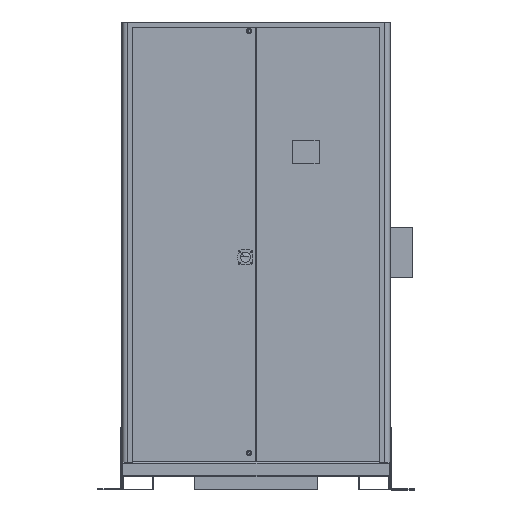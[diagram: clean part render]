
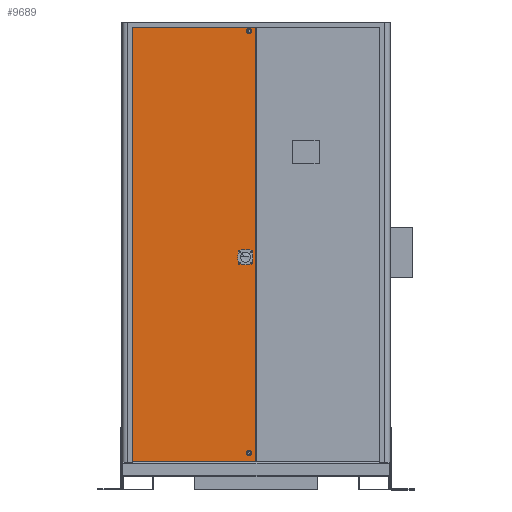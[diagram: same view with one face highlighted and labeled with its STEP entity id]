
A CAD part, top view. The second image highlights one B-rep face of the part: STEP entity #9689.
In plain terms, the highlighted planar face has unit normal (0, 0, 1).
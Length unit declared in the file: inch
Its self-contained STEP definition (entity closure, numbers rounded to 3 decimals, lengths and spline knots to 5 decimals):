
#145 = AXIS2_PLACEMENT_3D ( 'NONE', #10623, #3606, #9874 ) ;
#226 = VERTEX_POINT ( 'NONE', #6390 ) ;
#228 = EDGE_LOOP ( 'NONE', ( #3677, #1115, #8104, #1626 ) ) ;
#270 = ORIENTED_EDGE ( 'NONE', *, *, #10789, .F. ) ;
#356 = EDGE_LOOP ( 'NONE', ( #5818, #6111 ) ) ;
#509 = VERTEX_POINT ( 'NONE', #4066 ) ;
#546 = CARTESIAN_POINT ( 'NONE',  ( -2.33125, 29.0125, 9. ) ) ;
#663 = CARTESIAN_POINT ( 'NONE',  ( -1.03125, 1.375, 9. ) ) ;
#673 = DIRECTION ( 'NONE',  ( 1., 0., 0. ) ) ;
#716 = CIRCLE ( 'NONE', #7118, 0.069 ) ;
#784 = VERTEX_POINT ( 'NONE', #3440 ) ;
#867 = EDGE_LOOP ( 'NONE', ( #3318, #2439 ) ) ;
#1115 = ORIENTED_EDGE ( 'NONE', *, *, #3812, .T. ) ;
#1171 = DIRECTION ( 'NONE',  ( 1., 0., 0. ) ) ;
#1228 = AXIS2_PLACEMENT_3D ( 'NONE', #6697, #9303, #1171 ) ;
#1371 = CARTESIAN_POINT ( 'NONE',  ( -0.03125, 63.1875, 9. ) ) ;
#1426 = CARTESIAN_POINT ( 'NONE',  ( -17.9375, 0.0625, 9. ) ) ;
#1562 = VECTOR ( 'NONE', #3172, 39.37008 ) ;
#1626 = ORIENTED_EDGE ( 'NONE', *, *, #9859, .T. ) ;
#1957 = EDGE_LOOP ( 'NONE', ( #7491, #8061 ) ) ;
#2045 = CARTESIAN_POINT ( 'NONE',  ( -17.9375, 63.1875, 9. ) ) ;
#2094 = CIRCLE ( 'NONE', #1228, 0.875 ) ;
#2221 = CIRCLE ( 'NONE', #145, 0.3125 ) ;
#2335 = CARTESIAN_POINT ( 'NONE',  ( -1.34375, 62.6875, 9. ) ) ;
#2362 = CIRCLE ( 'NONE', #5723, 0.3125 ) ;
#2401 = AXIS2_PLACEMENT_3D ( 'NONE', #6053, #7835, #673 ) ;
#2439 = ORIENTED_EDGE ( 'NONE', *, *, #5817, .F. ) ;
#2531 = CARTESIAN_POINT ( 'NONE',  ( -2.33125, 29.0125, 9. ) ) ;
#2643 = AXIS2_PLACEMENT_3D ( 'NONE', #10687, #10728, #5379 ) ;
#2719 = CARTESIAN_POINT ( 'NONE',  ( -0.03125, 63.1875, 9. ) ) ;
#2795 = PLANE ( 'NONE',  #2643 ) ;
#2911 = AXIS2_PLACEMENT_3D ( 'NONE', #6516, #8368, #10891 ) ;
#3093 = FACE_BOUND ( 'NONE', #356, .T. ) ;
#3172 = DIRECTION ( 'NONE',  ( 1., 0., 0. ) ) ;
#3177 = VERTEX_POINT ( 'NONE', #2335 ) ;
#3218 = CARTESIAN_POINT ( 'NONE',  ( -2.40625, 29.8125, 9. ) ) ;
#3318 = ORIENTED_EDGE ( 'NONE', *, *, #10760, .F. ) ;
#3440 = CARTESIAN_POINT ( 'NONE',  ( -0.71875, 62.6875, 9. ) ) ;
#3458 = DIRECTION ( 'NONE',  ( 0., 0., 1. ) ) ;
#3601 = CIRCLE ( 'NONE', #9835, 0.3125 ) ;
#3606 = DIRECTION ( 'NONE',  ( 0., 0., 1. ) ) ;
#3647 = DIRECTION ( 'NONE',  ( 1., 0., 0. ) ) ;
#3677 = ORIENTED_EDGE ( 'NONE', *, *, #6532, .T. ) ;
#3812 = EDGE_CURVE ( 'NONE', #9617, #5769, #6022, .T. ) ;
#4066 = CARTESIAN_POINT ( 'NONE',  ( -0.65625, 29.8125, 9. ) ) ;
#4236 = DIRECTION ( 'NONE',  ( 1., 0., 0. ) ) ;
#4259 = DIRECTION ( 'NONE',  ( 0., 0., 1. ) ) ;
#4274 = CARTESIAN_POINT ( 'NONE',  ( -0.03125, 0.0625, 9. ) ) ;
#4415 = CARTESIAN_POINT ( 'NONE',  ( -0.03125, 63.1875, 9. ) ) ;
#4534 = CIRCLE ( 'NONE', #2401, 0.875 ) ;
#4560 = DIRECTION ( 'NONE',  ( 0., 0., 1. ) ) ;
#4582 = CIRCLE ( 'NONE', #9482, 0.069 ) ;
#4896 = CARTESIAN_POINT ( 'NONE',  ( -0.03125, 0.0625, 9. ) ) ;
#4957 = EDGE_CURVE ( 'NONE', #5969, #509, #2094, .T. ) ;
#5062 = DIRECTION ( 'NONE',  ( 1., 0., 0. ) ) ;
#5168 = DIRECTION ( 'NONE',  ( 0., 0., 1. ) ) ;
#5379 = DIRECTION ( 'NONE',  ( -1., 0., 0. ) ) ;
#5723 = AXIS2_PLACEMENT_3D ( 'NONE', #663, #5168, #9553 ) ;
#5769 = VERTEX_POINT ( 'NONE', #2045 ) ;
#5817 = EDGE_CURVE ( 'NONE', #3177, #784, #11420, .T. ) ;
#5818 = ORIENTED_EDGE ( 'NONE', *, *, #6107, .F. ) ;
#5969 = VERTEX_POINT ( 'NONE', #3218 ) ;
#6022 = LINE ( 'NONE', #4415, #10490 ) ;
#6053 = CARTESIAN_POINT ( 'NONE',  ( -1.53125, 29.8125, 9. ) ) ;
#6107 = EDGE_CURVE ( 'NONE', #11115, #226, #4582, .T. ) ;
#6111 = ORIENTED_EDGE ( 'NONE', *, *, #9027, .F. ) ;
#6137 = VERTEX_POINT ( 'NONE', #11570 ) ;
#6299 = DIRECTION ( 'NONE',  ( -1., 0., 0. ) ) ;
#6310 = EDGE_LOOP ( 'NONE', ( #6526, #270 ) ) ;
#6356 = VECTOR ( 'NONE', #9194, 39.37008 ) ;
#6390 = CARTESIAN_POINT ( 'NONE',  ( -2.40025, 29.0125, 9. ) ) ;
#6446 = VERTEX_POINT ( 'NONE', #10199 ) ;
#6516 = CARTESIAN_POINT ( 'NONE',  ( -1.03125, 62.6875, 9. ) ) ;
#6526 = ORIENTED_EDGE ( 'NONE', *, *, #11002, .F. ) ;
#6532 = EDGE_CURVE ( 'NONE', #8142, #9617, #11551, .T. ) ;
#6610 = FACE_BOUND ( 'NONE', #1957, .T. ) ;
#6697 = CARTESIAN_POINT ( 'NONE',  ( -1.53125, 29.8125, 9. ) ) ;
#6816 = VECTOR ( 'NONE', #7614, 39.37008 ) ;
#7118 = AXIS2_PLACEMENT_3D ( 'NONE', #2531, #3458, #4236 ) ;
#7140 = FACE_BOUND ( 'NONE', #6310, .T. ) ;
#7155 = FACE_BOUND ( 'NONE', #867, .T. ) ;
#7491 = ORIENTED_EDGE ( 'NONE', *, *, #8166, .F. ) ;
#7599 = LINE ( 'NONE', #9119, #6356 ) ;
#7614 = DIRECTION ( 'NONE',  ( 0., 1., 0. ) ) ;
#7637 = VERTEX_POINT ( 'NONE', #1426 ) ;
#7835 = DIRECTION ( 'NONE',  ( 0., 0., 1. ) ) ;
#7949 = CARTESIAN_POINT ( 'NONE',  ( -2.26225, 29.0125, 9. ) ) ;
#7983 = EDGE_CURVE ( 'NONE', #5769, #7637, #7599, .T. ) ;
#8061 = ORIENTED_EDGE ( 'NONE', *, *, #4957, .F. ) ;
#8104 = ORIENTED_EDGE ( 'NONE', *, *, #7983, .T. ) ;
#8142 = VERTEX_POINT ( 'NONE', #4274 ) ;
#8166 = EDGE_CURVE ( 'NONE', #509, #5969, #4534, .T. ) ;
#8368 = DIRECTION ( 'NONE',  ( 0., 0., 1. ) ) ;
#8692 = LINE ( 'NONE', #4896, #1562 ) ;
#8930 = CARTESIAN_POINT ( 'NONE',  ( -1.03125, 1.375, 9. ) ) ;
#9027 = EDGE_CURVE ( 'NONE', #226, #11115, #716, .T. ) ;
#9119 = CARTESIAN_POINT ( 'NONE',  ( -17.9375, 63.1875, 9. ) ) ;
#9194 = DIRECTION ( 'NONE',  ( 0., -1., 0. ) ) ;
#9264 = FACE_OUTER_BOUND ( 'NONE', #228, .T. ) ;
#9303 = DIRECTION ( 'NONE',  ( 0., 0., 1. ) ) ;
#9482 = AXIS2_PLACEMENT_3D ( 'NONE', #546, #4259, #5062 ) ;
#9553 = DIRECTION ( 'NONE',  ( 1., 0., 0. ) ) ;
#9617 = VERTEX_POINT ( 'NONE', #2719 ) ;
#9689 = ADVANCED_FACE ( 'NONE', ( #3093, #7140, #7155, #6610, #9264 ), #2795, .F. ) ;
#9835 = AXIS2_PLACEMENT_3D ( 'NONE', #8930, #4560, #3647 ) ;
#9859 = EDGE_CURVE ( 'NONE', #7637, #8142, #8692, .T. ) ;
#9874 = DIRECTION ( 'NONE',  ( 1., 0., 0. ) ) ;
#10199 = CARTESIAN_POINT ( 'NONE',  ( -0.71875, 1.375, 9. ) ) ;
#10490 = VECTOR ( 'NONE', #6299, 39.37008 ) ;
#10623 = CARTESIAN_POINT ( 'NONE',  ( -1.03125, 62.6875, 9. ) ) ;
#10687 = CARTESIAN_POINT ( 'NONE',  ( 18.75, 64., 9. ) ) ;
#10728 = DIRECTION ( 'NONE',  ( 0., 0., -1. ) ) ;
#10760 = EDGE_CURVE ( 'NONE', #784, #3177, #2221, .T. ) ;
#10789 = EDGE_CURVE ( 'NONE', #6137, #6446, #3601, .T. ) ;
#10891 = DIRECTION ( 'NONE',  ( 1., 0., 0. ) ) ;
#11002 = EDGE_CURVE ( 'NONE', #6446, #6137, #2362, .T. ) ;
#11115 = VERTEX_POINT ( 'NONE', #7949 ) ;
#11420 = CIRCLE ( 'NONE', #2911, 0.3125 ) ;
#11551 = LINE ( 'NONE', #1371, #6816 ) ;
#11570 = CARTESIAN_POINT ( 'NONE',  ( -1.34375, 1.375, 9. ) ) ;
